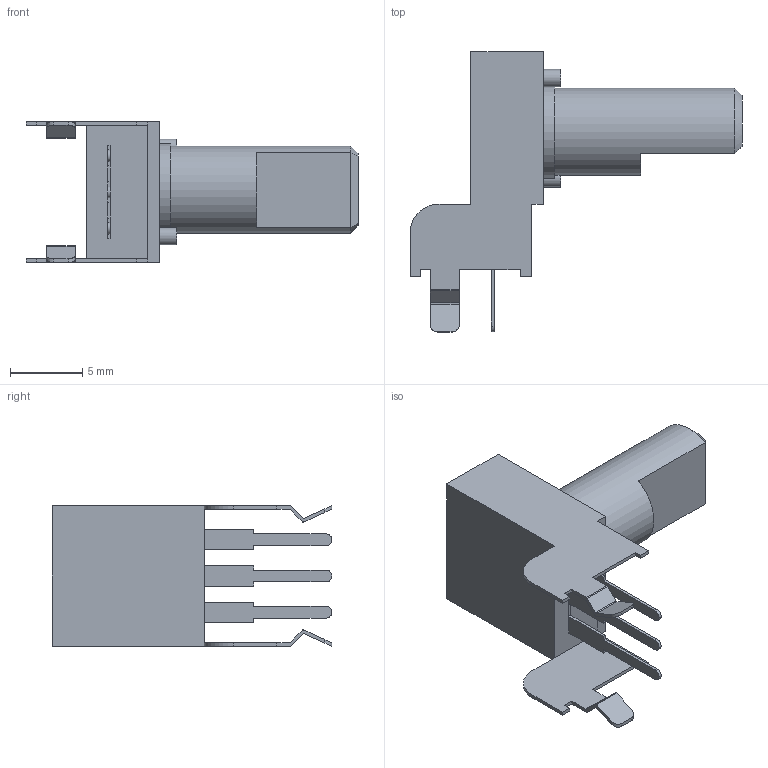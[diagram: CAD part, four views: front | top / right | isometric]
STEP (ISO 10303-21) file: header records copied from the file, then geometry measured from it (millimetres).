
FILE_DESCRIPTION(('FreeCAD Model'),'2;1');
FILE_NAME('Open CASCADE Shape Model','2021-06-16T23:54:23',(''),(''), 'Open CASCADE STEP processor 7.4','FreeCAD','Unknown');
FILE_SCHEMA(('AUTOMOTIVE_DESIGN { 1 0 10303 214 1 1 1 1 }'));
Length unit declared in the file: millimetre
Products named in the file (1): Body
Bounding box: 22.9 x 19.3 x 9.7 mm (x, y, z)
Volume: 890.3 mm3; surface area: 927.8 mm2
Topology: 1 solids, 1 shells, 97 faces, 256 edges, 166 vertices
Faces by surface type: plane 74, cylinder 21, cone 2
Full cylindrical faces by diameter (mm): 1.2 x2, 6 x1, 6.4 x1
Entity records: 6401 total; most frequent: CARTESIAN_POINT 1190, DIRECTION 985, LINE 662, VECTOR 662, ORIENTED_EDGE 512, PCURVE 512, DEFINITIONAL_REPRESENTATION 512, EDGE_CURVE 256
